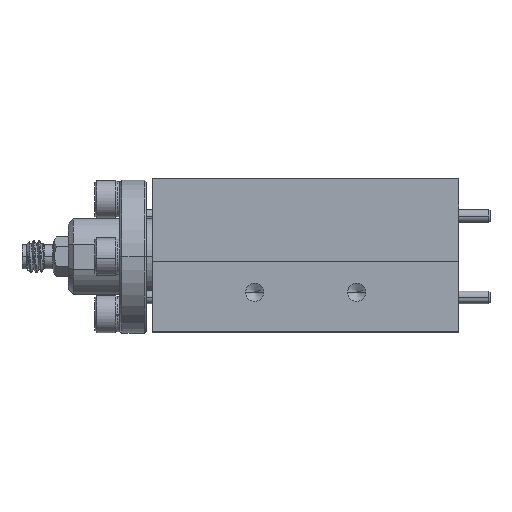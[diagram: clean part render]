
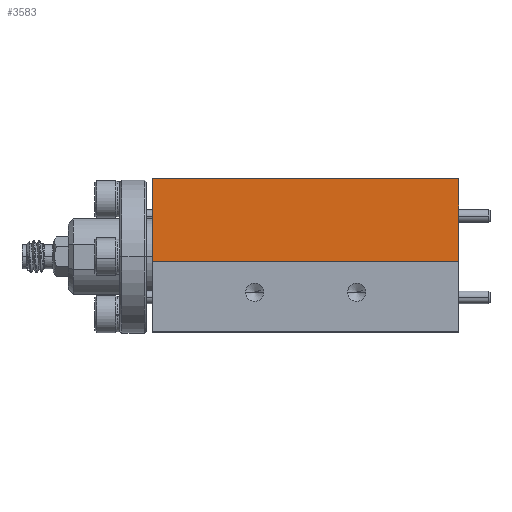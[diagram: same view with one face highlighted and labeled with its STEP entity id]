
A CAD part, top view. The second image highlights one B-rep face of the part: STEP entity #3583.
In plain terms, the highlighted planar face has unit normal (0, 0, 1).
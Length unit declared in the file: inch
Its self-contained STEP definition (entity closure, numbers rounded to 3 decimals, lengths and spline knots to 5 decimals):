
#320 = CARTESIAN_POINT ( 'NONE',  ( 0.28159, 1.17242, 1.57056 ) ) ;
#1095 = CARTESIAN_POINT ( 'NONE',  ( 0.28159, 1.17242, 1.57056 ) ) ;
#1805 = EDGE_CURVE ( 'NONE', #15382, #9250, #21291, .T. ) ;
#3583 = ADVANCED_FACE ( 'NONE', ( #19128 ), #10845, .F. ) ;
#3703 = EDGE_CURVE ( 'NONE', #16703, #25732, #23782, .T. ) ;
#4248 = AXIS2_PLACEMENT_3D ( 'NONE', #29059, #26965, #24830 ) ;
#4660 = CARTESIAN_POINT ( 'NONE',  ( 1.78159, 1.17242, 1.57056 ) ) ;
#5541 = ORIENTED_EDGE ( 'NONE', *, *, #1805, .F. ) ;
#5765 = LINE ( 'NONE', #4660, #25839 ) ;
#7035 = EDGE_CURVE ( 'NONE', #15382, #16703, #24535, .T. ) ;
#9250 = VERTEX_POINT ( 'NONE', #13546 ) ;
#9324 = CARTESIAN_POINT ( 'NONE',  ( 0.28159, 0.76642, 1.57056 ) ) ;
#10845 = PLANE ( 'NONE',  #4248 ) ;
#12570 = ORIENTED_EDGE ( 'NONE', *, *, #7035, .T. ) ;
#13546 = CARTESIAN_POINT ( 'NONE',  ( 1.78159, 1.17242, 1.57056 ) ) ;
#13868 = DIRECTION ( 'NONE',  ( 0., -1., 0. ) ) ;
#15382 = VERTEX_POINT ( 'NONE', #1095 ) ;
#15719 = CARTESIAN_POINT ( 'NONE',  ( 1.78159, 0.76642, 1.57056 ) ) ;
#16283 = EDGE_CURVE ( 'NONE', #9250, #25732, #5765, .T. ) ;
#16363 = DIRECTION ( 'NONE',  ( 1., 0., 0. ) ) ;
#16703 = VERTEX_POINT ( 'NONE', #27323 ) ;
#17720 = VECTOR ( 'NONE', #18659, 39.37008 ) ;
#18659 = DIRECTION ( 'NONE',  ( 1., 0., 0. ) ) ;
#19128 = FACE_OUTER_BOUND ( 'NONE', #20576, .T. ) ;
#20576 = EDGE_LOOP ( 'NONE', ( #25078, #21239, #5541, #12570 ) ) ;
#21239 = ORIENTED_EDGE ( 'NONE', *, *, #16283, .F. ) ;
#21291 = LINE ( 'NONE', #320, #24953 ) ;
#23076 = DIRECTION ( 'NONE',  ( 0., -1., 0. ) ) ;
#23748 = CARTESIAN_POINT ( 'NONE',  ( 0.28159, 1.17242, 1.57056 ) ) ;
#23782 = LINE ( 'NONE', #9324, #17720 ) ;
#24535 = LINE ( 'NONE', #23748, #25633 ) ;
#24830 = DIRECTION ( 'NONE',  ( -1., 0., 0. ) ) ;
#24953 = VECTOR ( 'NONE', #16363, 39.37008 ) ;
#25078 = ORIENTED_EDGE ( 'NONE', *, *, #3703, .T. ) ;
#25633 = VECTOR ( 'NONE', #13868, 39.37008 ) ;
#25732 = VERTEX_POINT ( 'NONE', #15719 ) ;
#25839 = VECTOR ( 'NONE', #23076, 39.37008 ) ;
#26965 = DIRECTION ( 'NONE',  ( 0., 0., -1. ) ) ;
#27323 = CARTESIAN_POINT ( 'NONE',  ( 0.28159, 0.76642, 1.57056 ) ) ;
#29059 = CARTESIAN_POINT ( 'NONE',  ( 0.28159, 1.17242, 1.57056 ) ) ;
